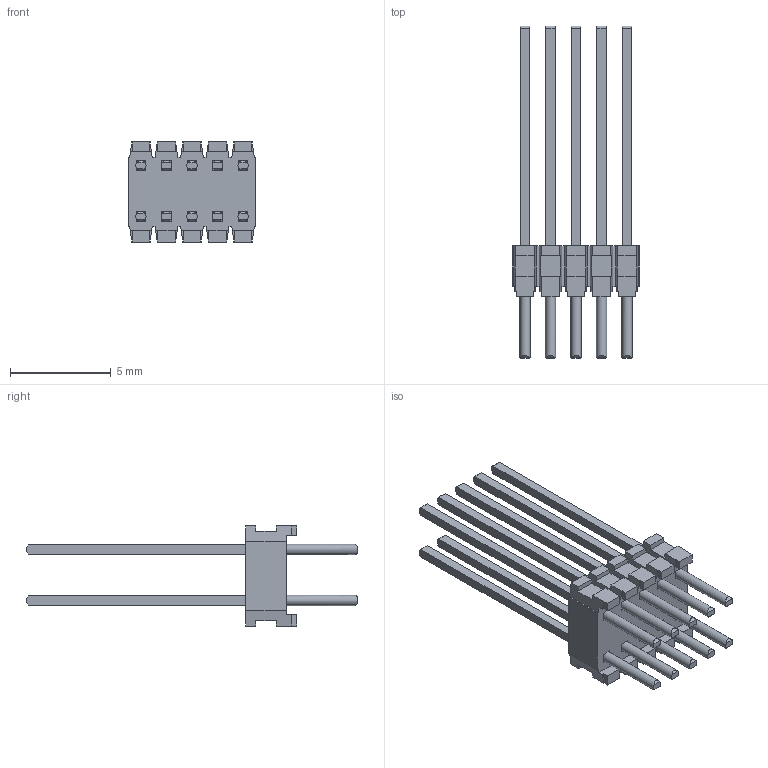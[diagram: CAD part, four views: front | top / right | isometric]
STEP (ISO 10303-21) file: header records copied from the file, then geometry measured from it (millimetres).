
FILE_DESCRIPTION( ( 'STEP AP214' ), '1' );
FILE_NAME( 'TMS-105-57-G-D.stp', '2019-03-24T13:08:47', ( '' ), ( '' ), ' ', 'PARTsolutions', ' ' );
FILE_SCHEMA( ( 'AUTOMOTIVE_DESIGN { 1 0 10303 214 1 1 1 1 }' ) );
Length unit declared in the file: inch
Products named in the file (3): TMS-105-57-G-D; _TMS-105-D_header; _T-1M6-05-57-D
Assembly tree (2 placements, depth 2):
  TMS-105-57-G-D
    _TMS-105-D_header
    _T-1M6-05-57-D
Bounding box: 6.35 x 16.51 x 4.98 mm (x, y, z)
Volume: 98 mm3; surface area: 500.3 mm2
Topology: 2 solids, 2 shells, 340 faces, 984 edges, 648 vertices
Faces by surface type: plane 330, cylinder 10
Full cylindrical faces by diameter (mm): 0.508 x10
Entity records: 13644 total; most frequent: CARTESIAN_POINT 1945, ORIENTED_EDGE 1928, DIRECTION 1704, EDGE_CURVE 964, LINE 910, VECTOR 910, VERTEX_POINT 638, AXIS2_PLACEMENT_3D 397
